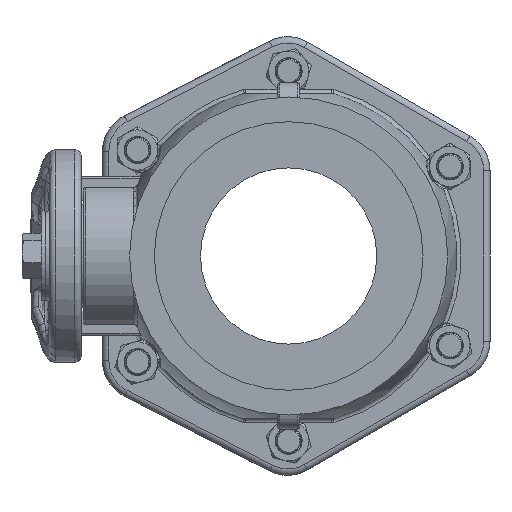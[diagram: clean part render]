
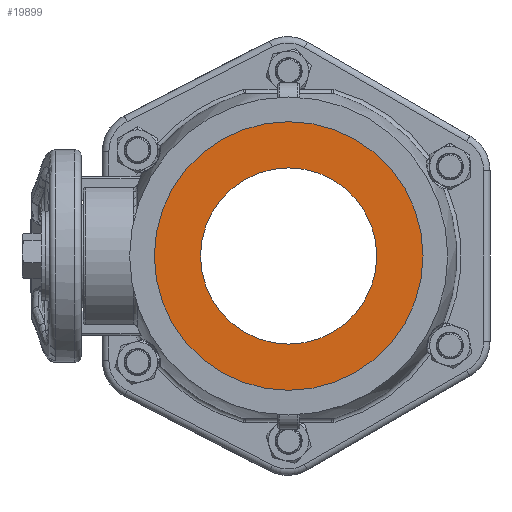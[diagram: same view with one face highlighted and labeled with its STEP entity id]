
A CAD part, left-side view. The second image highlights one B-rep face of the part: STEP entity #19899.
In plain terms, the highlighted face is planar.
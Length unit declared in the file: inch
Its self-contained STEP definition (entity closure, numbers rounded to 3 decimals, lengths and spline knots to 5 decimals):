
#1505=FACE_BOUND('',#3995,.T.);
#2657=FACE_OUTER_BOUND('',#3994,.T.);
#3994=EDGE_LOOP('',(#17886));
#3995=EDGE_LOOP('',(#17887));
#7951=CIRCLE('',#21704,1.23);
#7952=CIRCLE('',#21706,1.875);
#9725=VERTEX_POINT('',#39216);
#9726=VERTEX_POINT('',#39219);
#12484=EDGE_CURVE('',#9725,#9725,#7951,.T.);
#12485=EDGE_CURVE('',#9726,#9726,#7952,.T.);
#17886=ORIENTED_EDGE('',*,*,#12485,.T.);
#17887=ORIENTED_EDGE('',*,*,#12484,.F.);
#18784=PLANE('',#21705);
#19899=ADVANCED_FACE('',(#2657,#1505),#18784,.F.);
#21704=AXIS2_PLACEMENT_3D('',#39217,#26829,#26830);
#21705=AXIS2_PLACEMENT_3D('',#39218,#26831,#26832);
#21706=AXIS2_PLACEMENT_3D('',#39220,#26833,#26834);
#26829=DIRECTION('center_axis',(0.,0.,1.));
#26830=DIRECTION('ref_axis',(-1.,0.,0.));
#26831=DIRECTION('center_axis',(0.,0.,-1.));
#26832=DIRECTION('ref_axis',(-1.,0.,0.));
#26833=DIRECTION('center_axis',(0.,0.,1.));
#26834=DIRECTION('ref_axis',(-1.,0.,0.));
#39216=CARTESIAN_POINT('',(-1.23,0.,3.1));
#39217=CARTESIAN_POINT('Origin',(0.,0.,3.1));
#39218=CARTESIAN_POINT('Origin',(-1.5525,0.,3.1));
#39219=CARTESIAN_POINT('',(-1.875,0.,3.1));
#39220=CARTESIAN_POINT('Origin',(0.,0.,3.1));
